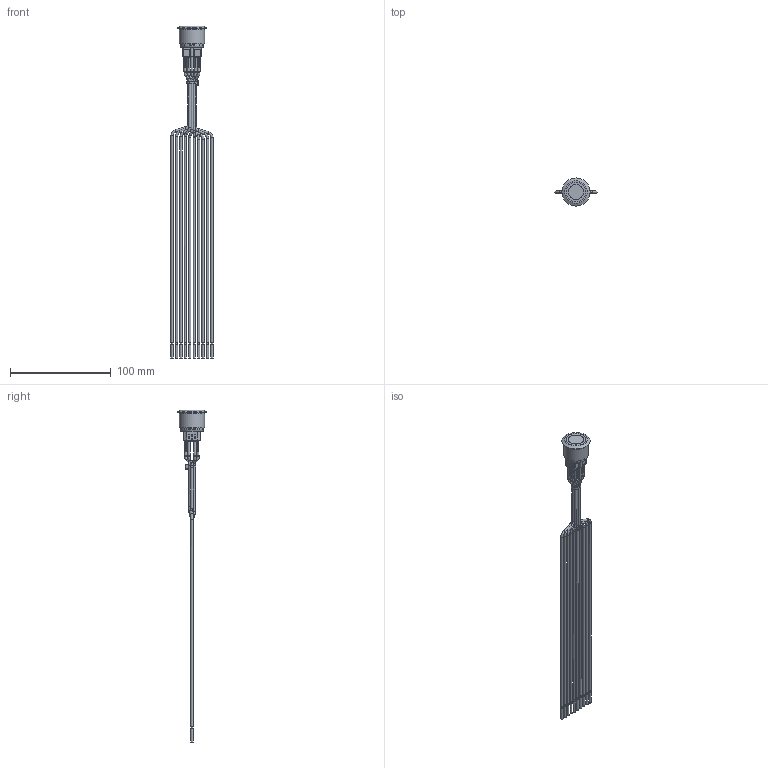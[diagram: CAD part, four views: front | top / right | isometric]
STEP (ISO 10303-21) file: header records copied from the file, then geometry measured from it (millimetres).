
FILE_DESCRIPTION(/* description */ ('','CAx-IF Rec.Pracs.---Representation and Presentation of Product Manufacturing Information (PMI)---4.0---2014-10-13'),/* implementation_level */ '2;1');
FILE_NAME(/* name */ 'PV8FWU0xx-3xx.stp',/* time_stamp */ '2019-06-12T10:35:23-05:00',/* author */ ('mroman'),/* organization */ (''),/* preprocessor_version */ 'ST-DEVELOPER v17',/* originating_system */ 'Autodesk Inventor 2018',/* authorisation */ '');
FILE_SCHEMA (('AP242_MANAGED_MODEL_BASED_3D_ENGINEERING_MIM_LF { 1 0 10303 442 1 1 4 }'));
Length unit declared in the file: millimetre
Products named in the file (1): PV8FWU0xx-3xx
Bounding box: 41.8 x 28 x 330 mm (x, y, z)
Volume: 24095.3 mm3; surface area: 25362 mm2
Topology: 1 solids, 4 shells, 699 faces, 1894 edges, 1187 vertices
Faces by surface type: plane 381, cylinder 208, torus 88, cone 10, sphere 8, bspline 4
Full cylindrical faces by diameter (mm): 1.5 x10, 1.75 x1, 2.2 x48, 2.4 x10, 15.5 x2, 23.1 x2, 24.9 x1, 28 x1
Entity records: 24403 total; most frequent: CARTESIAN_POINT 6130, DIRECTION 3929, ORIENTED_EDGE 3808, EDGE_CURVE 1904, AXIS2_PLACEMENT_3D 1429, VERTEX_POINT 1187, LINE 1079, VECTOR 1079
